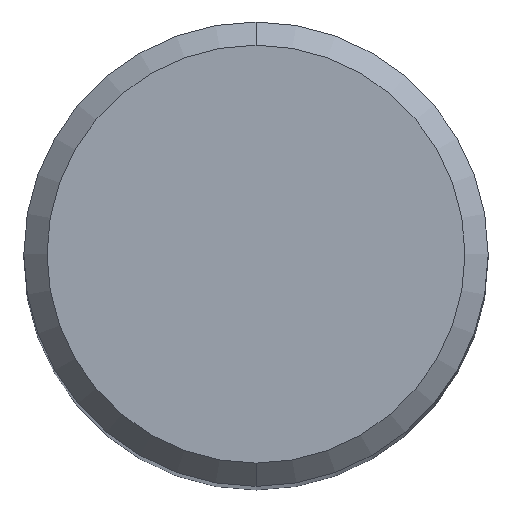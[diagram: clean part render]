
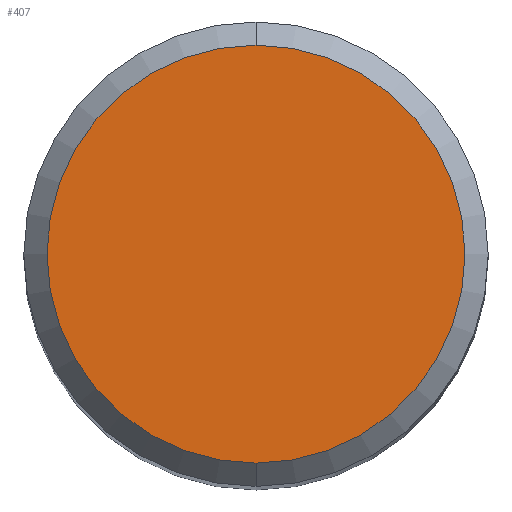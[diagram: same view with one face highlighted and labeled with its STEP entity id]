
A CAD part, top view. The second image highlights one B-rep face of the part: STEP entity #407.
In plain terms, the highlighted planar face has unit normal (0, 0, 1).
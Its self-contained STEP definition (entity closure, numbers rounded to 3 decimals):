
#187=VERTEX_POINT('',#495);
#259=EDGE_CURVE('',#295,#187,#572,.T.);
#295=VERTEX_POINT('',#611);
#347=EDGE_CURVE('',#187,#295,#668,.T.);
#407=ADVANCED_FACE('',(#738),#739,.T.);
#495=CARTESIAN_POINT('',(0.,-3.6,0.0));
#572=CIRCLE('',#979,3.6);
#611=CARTESIAN_POINT('',(0.0,3.6,0.0));
#668=CIRCLE('',#1143,3.6);
#738=FACE_OUTER_BOUND('',#1350,.T.);
#739=PLANE('',#1351);
#979=AXIS2_PLACEMENT_3D('',#1545,#1546,#1547);
#1143=AXIS2_PLACEMENT_3D('',#1640,#1641,#1642);
#1350=EDGE_LOOP('',(#1750,#1751));
#1351=AXIS2_PLACEMENT_3D('',#1752,#1753,#1754);
#1545=CARTESIAN_POINT('',(0.0,0.0,0.0));
#1546=DIRECTION('',(0.0,0.0,-1.0));
#1547=DIRECTION('',(0.0,1.0,0.0));
#1640=CARTESIAN_POINT('',(0.0,0.0,0.0));
#1641=DIRECTION('',(0.0,0.0,-1.0));
#1642=DIRECTION('',(0.0,1.0,0.0));
#1750=ORIENTED_EDGE('',*,*,#259,.F.);
#1751=ORIENTED_EDGE('',*,*,#347,.F.);
#1752=CARTESIAN_POINT('',(0.0,1.8,0.0));
#1753=DIRECTION('',(-0.0,0.0,1.0));
#1754=DIRECTION('',(0.0,-1.0,0.0));
